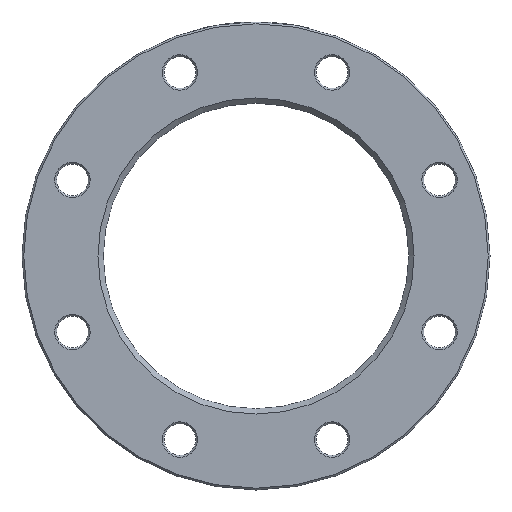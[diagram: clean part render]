
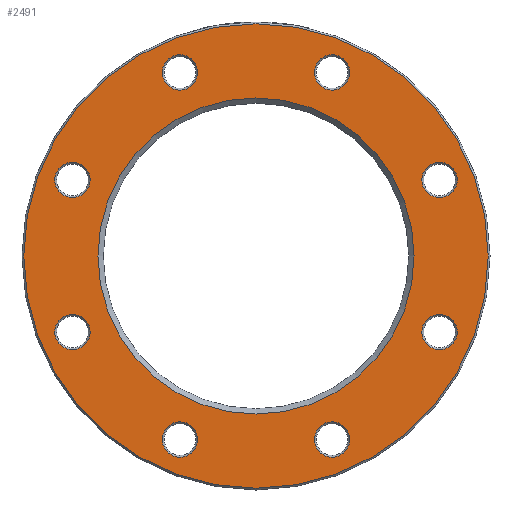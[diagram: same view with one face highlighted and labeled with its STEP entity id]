
A CAD part, left-side view. The second image highlights one B-rep face of the part: STEP entity #2491.
In plain terms, the highlighted planar face has unit normal (-1, 0, 0).
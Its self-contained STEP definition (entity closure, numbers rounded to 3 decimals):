
#98 = DIRECTION ( 'NONE',  ( 0., 0., -1. ) ) ;
#274 = FACE_BOUND ( 'NONE', #3860, .T. ) ;
#381 = EDGE_CURVE ( 'NONE', #4312, #4312, #5325, .T. ) ;
#458 = EDGE_LOOP ( 'NONE', ( #3988 ) ) ;
#518 = CIRCLE ( 'NONE', #1258, 10. ) ;
#523 = CIRCLE ( 'NONE', #4448, 10. ) ;
#531 = CARTESIAN_POINT ( 'NONE',  ( 0., 0., 0. ) ) ;
#565 = CARTESIAN_POINT ( 'NONE',  ( 0., 103.936, -53.052 ) ) ;
#571 = EDGE_CURVE ( 'NONE', #5231, #5231, #2805, .T. ) ;
#578 = DIRECTION ( 'NONE',  ( 0., 0., -1. ) ) ;
#675 = FACE_BOUND ( 'NONE', #1773, .T. ) ;
#717 = DIRECTION ( 'NONE',  ( 1., 0., 0. ) ) ;
#723 = CARTESIAN_POINT ( 'NONE',  ( 0., 0., 0. ) ) ;
#726 = FACE_BOUND ( 'NONE', #2447, .T. ) ;
#739 = DIRECTION ( 'NONE',  ( 0., 0., -1. ) ) ;
#827 = ORIENTED_EDGE ( 'NONE', *, *, #2027, .T. ) ;
#924 = DIRECTION ( 'NONE',  ( 1., 0., 0. ) ) ;
#949 = CIRCLE ( 'NONE', #4887, 10. ) ;
#1054 = AXIS2_PLACEMENT_3D ( 'NONE', #4442, #924, #4071 ) ;
#1126 = PLANE ( 'NONE',  #1246 ) ;
#1127 = DIRECTION ( 'NONE',  ( 0., 0., -1. ) ) ;
#1145 = ORIENTED_EDGE ( 'NONE', *, *, #1192, .T. ) ;
#1185 = FACE_BOUND ( 'NONE', #3440, .T. ) ;
#1192 = EDGE_CURVE ( 'NONE', #5151, #5151, #1618, .T. ) ;
#1246 = AXIS2_PLACEMENT_3D ( 'NONE', #2427, #5062, #4641 ) ;
#1258 = AXIS2_PLACEMENT_3D ( 'NONE', #1585, #717, #4525 ) ;
#1369 = CARTESIAN_POINT ( 'NONE',  ( 0., 103.936, -43.052 ) ) ;
#1458 = CARTESIAN_POINT ( 'NONE',  ( 0., 43.052, -113.936 ) ) ;
#1487 = VERTEX_POINT ( 'NONE', #3148 ) ;
#1511 = ORIENTED_EDGE ( 'NONE', *, *, #2702, .T. ) ;
#1517 = VERTEX_POINT ( 'NONE', #3662 ) ;
#1569 = FACE_BOUND ( 'NONE', #458, .T. ) ;
#1582 = EDGE_LOOP ( 'NONE', ( #5351 ) ) ;
#1585 = CARTESIAN_POINT ( 'NONE',  ( 0., -103.936, 43.052 ) ) ;
#1593 = FACE_BOUND ( 'NONE', #2715, .T. ) ;
#1618 = CIRCLE ( 'NONE', #5512, 10. ) ;
#1655 = DIRECTION ( 'NONE',  ( 0., 0., -1. ) ) ;
#1703 = DIRECTION ( 'NONE',  ( 0., 0., -1. ) ) ;
#1708 = AXIS2_PLACEMENT_3D ( 'NONE', #2106, #3846, #1703 ) ;
#1724 = ORIENTED_EDGE ( 'NONE', *, *, #3528, .T. ) ;
#1742 = ORIENTED_EDGE ( 'NONE', *, *, #3089, .T. ) ;
#1773 = EDGE_LOOP ( 'NONE', ( #2425 ) ) ;
#1935 = EDGE_LOOP ( 'NONE', ( #1511 ) ) ;
#2027 = EDGE_CURVE ( 'NONE', #5289, #5289, #949, .T. ) ;
#2043 = DIRECTION ( 'NONE',  ( 1., 0., 0. ) ) ;
#2106 = CARTESIAN_POINT ( 'NONE',  ( 0., -43.052, -103.936 ) ) ;
#2405 = VERTEX_POINT ( 'NONE', #565 ) ;
#2425 = ORIENTED_EDGE ( 'NONE', *, *, #571, .T. ) ;
#2427 = CARTESIAN_POINT ( 'NONE',  ( 0., 86.5, 0. ) ) ;
#2447 = EDGE_LOOP ( 'NONE', ( #1724 ) ) ;
#2484 = FACE_BOUND ( 'NONE', #5296, .T. ) ;
#2491 = ADVANCED_FACE ( 'NONE', ( #675, #4134, #1593, #274, #5396, #3337, #1569, #726, #2484, #1185 ), #1126, .F. ) ;
#2509 = CARTESIAN_POINT ( 'NONE',  ( 0., 103.936, 43.052 ) ) ;
#2572 = CARTESIAN_POINT ( 'NONE',  ( 0., -43.052, 93.936 ) ) ;
#2701 = CARTESIAN_POINT ( 'NONE',  ( 0., -43.052, 103.936 ) ) ;
#2702 = EDGE_CURVE ( 'NONE', #3205, #3205, #518, .T. ) ;
#2715 = EDGE_LOOP ( 'NONE', ( #3934 ) ) ;
#2805 = CIRCLE ( 'NONE', #3347, 89.5 ) ;
#2878 = CIRCLE ( 'NONE', #5579, 131.5 ) ;
#3089 = EDGE_CURVE ( 'NONE', #2405, #2405, #523, .T. ) ;
#3148 = CARTESIAN_POINT ( 'NONE',  ( 0., -103.936, -53.052 ) ) ;
#3205 = VERTEX_POINT ( 'NONE', #4934 ) ;
#3246 = CIRCLE ( 'NONE', #4515, 10. ) ;
#3314 = CARTESIAN_POINT ( 'NONE',  ( 0., 43.052, -103.936 ) ) ;
#3337 = FACE_BOUND ( 'NONE', #5393, .T. ) ;
#3347 = AXIS2_PLACEMENT_3D ( 'NONE', #531, #4020, #98 ) ;
#3399 = DIRECTION ( 'NONE',  ( 1., 0., 0. ) ) ;
#3440 = EDGE_LOOP ( 'NONE', ( #827 ) ) ;
#3520 = CARTESIAN_POINT ( 'NONE',  ( 0., -43.052, -113.936 ) ) ;
#3524 = CIRCLE ( 'NONE', #1054, 10. ) ;
#3528 = EDGE_CURVE ( 'NONE', #4082, #4082, #4542, .T. ) ;
#3662 = CARTESIAN_POINT ( 'NONE',  ( 0., 0., -131.5 ) ) ;
#3731 = ORIENTED_EDGE ( 'NONE', *, *, #5240, .T. ) ;
#3763 = DIRECTION ( 'NONE',  ( 1., 0., 0. ) ) ;
#3846 = DIRECTION ( 'NONE',  ( 1., 0., 0. ) ) ;
#3860 = EDGE_LOOP ( 'NONE', ( #1145 ) ) ;
#3934 = ORIENTED_EDGE ( 'NONE', *, *, #4603, .T. ) ;
#3988 = ORIENTED_EDGE ( 'NONE', *, *, #381, .T. ) ;
#4020 = DIRECTION ( 'NONE',  ( 1., 0., 0. ) ) ;
#4054 = CARTESIAN_POINT ( 'NONE',  ( 0., 43.052, 93.936 ) ) ;
#4071 = DIRECTION ( 'NONE',  ( 0., 0., -1. ) ) ;
#4082 = VERTEX_POINT ( 'NONE', #1458 ) ;
#4134 = FACE_OUTER_BOUND ( 'NONE', #1582, .T. ) ;
#4186 = DIRECTION ( 'NONE',  ( 0., 0., -1. ) ) ;
#4241 = DIRECTION ( 'NONE',  ( 0., 0., -1. ) ) ;
#4312 = VERTEX_POINT ( 'NONE', #3520 ) ;
#4398 = CARTESIAN_POINT ( 'NONE',  ( 0., 0., -89.5 ) ) ;
#4438 = DIRECTION ( 'NONE',  ( 1., 0., 0. ) ) ;
#4442 = CARTESIAN_POINT ( 'NONE',  ( 0., -103.936, -43.052 ) ) ;
#4448 = AXIS2_PLACEMENT_3D ( 'NONE', #1369, #2043, #739 ) ;
#4515 = AXIS2_PLACEMENT_3D ( 'NONE', #4703, #3399, #1655 ) ;
#4525 = DIRECTION ( 'NONE',  ( 0., 0., -1. ) ) ;
#4542 = CIRCLE ( 'NONE', #5427, 10. ) ;
#4603 = EDGE_CURVE ( 'NONE', #5398, #5398, #3246, .T. ) ;
#4641 = DIRECTION ( 'NONE',  ( 0., 0., -1. ) ) ;
#4703 = CARTESIAN_POINT ( 'NONE',  ( 0., 43.052, 103.936 ) ) ;
#4825 = EDGE_CURVE ( 'NONE', #1517, #1517, #2878, .T. ) ;
#4887 = AXIS2_PLACEMENT_3D ( 'NONE', #2509, #3763, #4241 ) ;
#4934 = CARTESIAN_POINT ( 'NONE',  ( 0., -103.936, 33.052 ) ) ;
#5037 = DIRECTION ( 'NONE',  ( 1., 0., 0. ) ) ;
#5062 = DIRECTION ( 'NONE',  ( 1., 0., 0. ) ) ;
#5087 = DIRECTION ( 'NONE',  ( -1., 0., 0. ) ) ;
#5151 = VERTEX_POINT ( 'NONE', #2572 ) ;
#5231 = VERTEX_POINT ( 'NONE', #4398 ) ;
#5240 = EDGE_CURVE ( 'NONE', #1487, #1487, #3524, .T. ) ;
#5289 = VERTEX_POINT ( 'NONE', #5369 ) ;
#5296 = EDGE_LOOP ( 'NONE', ( #1742 ) ) ;
#5325 = CIRCLE ( 'NONE', #1708, 10. ) ;
#5351 = ORIENTED_EDGE ( 'NONE', *, *, #4825, .T. ) ;
#5369 = CARTESIAN_POINT ( 'NONE',  ( 0., 103.936, 33.052 ) ) ;
#5393 = EDGE_LOOP ( 'NONE', ( #3731 ) ) ;
#5396 = FACE_BOUND ( 'NONE', #1935, .T. ) ;
#5398 = VERTEX_POINT ( 'NONE', #4054 ) ;
#5427 = AXIS2_PLACEMENT_3D ( 'NONE', #3314, #5037, #1127 ) ;
#5512 = AXIS2_PLACEMENT_3D ( 'NONE', #2701, #4438, #578 ) ;
#5579 = AXIS2_PLACEMENT_3D ( 'NONE', #723, #5087, #4186 ) ;
